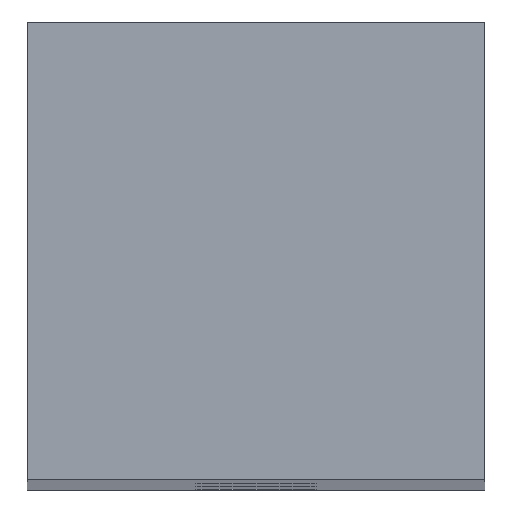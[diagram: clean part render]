
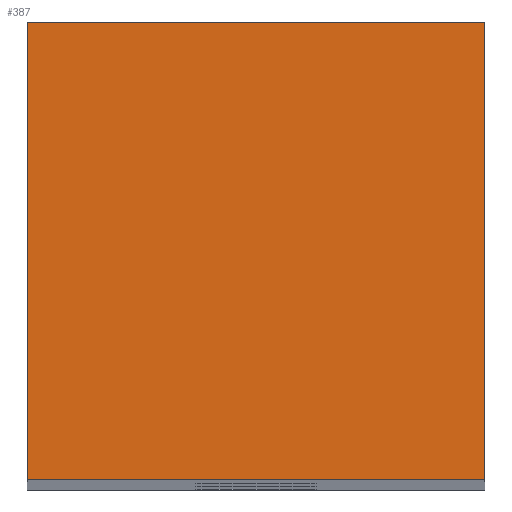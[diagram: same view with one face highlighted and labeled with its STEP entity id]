
A CAD part, top view. The second image highlights one B-rep face of the part: STEP entity #387.
In plain terms, the highlighted planar face has unit normal (0, 0, 1).
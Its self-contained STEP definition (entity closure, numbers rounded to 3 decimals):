
#38 = CARTESIAN_POINT ( 'NONE',  ( 7.5, -7.5, 100. ) ) ;
#52 = ORIENTED_EDGE ( 'NONE', *, *, #272, .T. ) ;
#59 = DIRECTION ( 'NONE',  ( 0., 0., -1. ) ) ;
#66 = FACE_OUTER_BOUND ( 'NONE', #134, .T. ) ;
#90 = CARTESIAN_POINT ( 'NONE',  ( -7.5, -7.5, 100. ) ) ;
#113 = ORIENTED_EDGE ( 'NONE', *, *, #450, .T. ) ;
#134 = EDGE_LOOP ( 'NONE', ( #52, #113, #806, #251 ) ) ;
#185 = DIRECTION ( 'NONE',  ( 0., 1., 0. ) ) ;
#192 = VECTOR ( 'NONE', #623, 1000. ) ;
#237 = CARTESIAN_POINT ( 'NONE',  ( -7.5, -7.5, 100. ) ) ;
#245 = VECTOR ( 'NONE', #185, 1000. ) ;
#251 = ORIENTED_EDGE ( 'NONE', *, *, #750, .T. ) ;
#252 = CARTESIAN_POINT ( 'NONE',  ( -7.5, -7.5, 100. ) ) ;
#272 = EDGE_CURVE ( 'NONE', #328, #835, #760, .T. ) ;
#293 = EDGE_CURVE ( 'NONE', #676, #313, #826, .T. ) ;
#306 = CARTESIAN_POINT ( 'NONE',  ( -7.5, 7.5, 100. ) ) ;
#313 = VERTEX_POINT ( 'NONE', #252 ) ;
#324 = DIRECTION ( 'NONE',  ( -1., 0., 0. ) ) ;
#328 = VERTEX_POINT ( 'NONE', #454 ) ;
#387 = ADVANCED_FACE ( 'NONE', ( #66 ), #526, .F. ) ;
#417 = AXIS2_PLACEMENT_3D ( 'NONE', #788, #59, #324 ) ;
#450 = EDGE_CURVE ( 'NONE', #835, #676, #488, .T. ) ;
#454 = CARTESIAN_POINT ( 'NONE',  ( 7.5, -7.5, 100. ) ) ;
#482 = DIRECTION ( 'NONE',  ( 1., 0., 0. ) ) ;
#485 = VECTOR ( 'NONE', #498, 1000. ) ;
#488 = LINE ( 'NONE', #742, #192 ) ;
#498 = DIRECTION ( 'NONE',  ( 0., -1., 0. ) ) ;
#526 = PLANE ( 'NONE',  #417 ) ;
#623 = DIRECTION ( 'NONE',  ( -1., 0., 0. ) ) ;
#660 = VECTOR ( 'NONE', #482, 1000. ) ;
#676 = VERTEX_POINT ( 'NONE', #306 ) ;
#742 = CARTESIAN_POINT ( 'NONE',  ( -7.5, 7.5, 100. ) ) ;
#750 = EDGE_CURVE ( 'NONE', #313, #328, #758, .T. ) ;
#758 = LINE ( 'NONE', #90, #660 ) ;
#760 = LINE ( 'NONE', #38, #245 ) ;
#788 = CARTESIAN_POINT ( 'NONE',  ( 0., 0., 100. ) ) ;
#792 = CARTESIAN_POINT ( 'NONE',  ( 7.5, 7.5, 100. ) ) ;
#806 = ORIENTED_EDGE ( 'NONE', *, *, #293, .T. ) ;
#826 = LINE ( 'NONE', #237, #485 ) ;
#835 = VERTEX_POINT ( 'NONE', #792 ) ;
